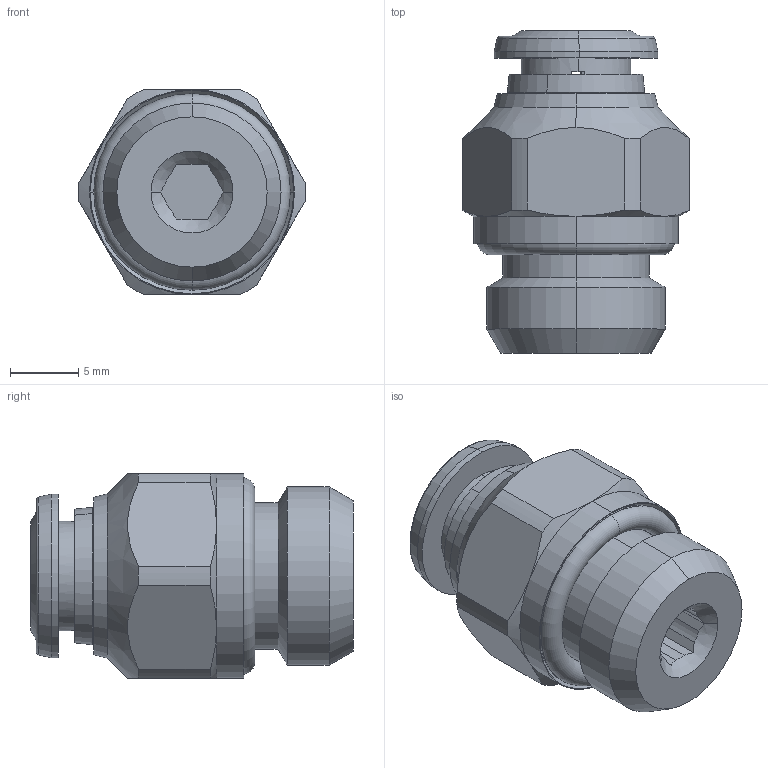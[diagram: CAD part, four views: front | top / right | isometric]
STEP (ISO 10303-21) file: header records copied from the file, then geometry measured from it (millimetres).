
FILE_DESCRIPTION (( 'STEP AP214' ), '1' );
FILE_NAME ('6002000004.step', '2012-10-16T16:31:02', ( '' ), ( '' ), 'SwSTEP 2.0', 'SolidWorks 2012', '' );
FILE_SCHEMA (( 'AUTOMOTIVE_DESIGN' ));
Length unit declared in the file: millimetre
Products named in the file (1): 6002000004
Bounding box: 16.59 x 23.6 x 15 mm (x, y, z)
Volume: 3009 mm3; surface area: 1817.6 mm2
Topology: 1 solids, 1 shells, 103 faces, 252 edges, 156 vertices
Faces by surface type: plane 33, cone 30, cylinder 26, torus 14
Entity records: 4333 total; most frequent: CARTESIAN_POINT 692, DIRECTION 552, ORIENTED_EDGE 504, EDGE_CURVE 252, AXIS2_PLACEMENT_3D 228, VERTEX_POINT 156, CIRCLE 124, EDGE_LOOP 112
